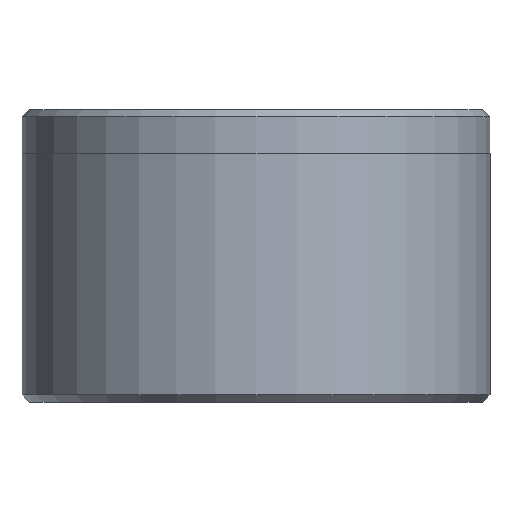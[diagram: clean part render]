
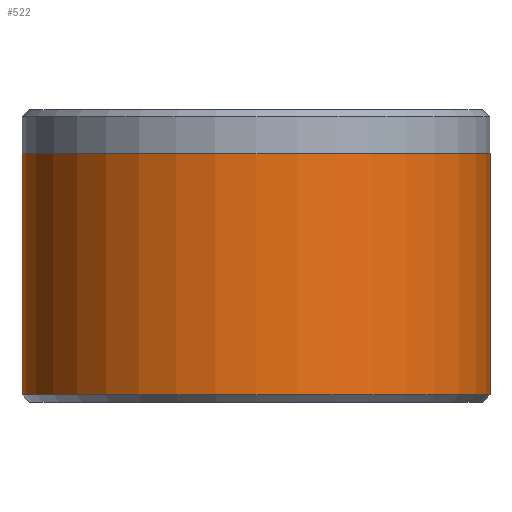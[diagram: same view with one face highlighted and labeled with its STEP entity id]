
A CAD part, front view. The second image highlights one B-rep face of the part: STEP entity #522.
In plain terms, the highlighted cylindrical face has radius 16 mm (diameter 32 mm), a partial arc.
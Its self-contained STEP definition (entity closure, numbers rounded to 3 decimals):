
#15 = LINE ( 'NONE', #1660, #1624 ) ;
#94 = CARTESIAN_POINT ( 'NONE',  ( 0., 0., 0.5 ) ) ;
#96 = CARTESIAN_POINT ( 'NONE',  ( 0., 0., 17. ) ) ;
#162 = CARTESIAN_POINT ( 'NONE',  ( -16., 0., 0.5 ) ) ;
#264 = ORIENTED_EDGE ( 'NONE', *, *, #345, .F. ) ;
#310 = DIRECTION ( 'NONE',  ( 1., 0., 0. ) ) ;
#345 = EDGE_CURVE ( 'NONE', #1508, #1747, #2432, .T. ) ;
#362 = AXIS2_PLACEMENT_3D ( 'NONE', #96, #1505, #310 ) ;
#446 = ORIENTED_EDGE ( 'NONE', *, *, #618, .T. ) ;
#457 = EDGE_CURVE ( 'NONE', #2275, #1747, #2382, .T. ) ;
#494 = DIRECTION ( 'NONE',  ( 0., 0., -1. ) ) ;
#522 = ADVANCED_FACE ( 'NONE', ( #1471 ), #1169, .T. ) ;
#555 = CARTESIAN_POINT ( 'NONE',  ( 16., 0., 20. ) ) ;
#618 = EDGE_CURVE ( 'NONE', #2334, #2275, #15, .T. ) ;
#742 = DIRECTION ( 'NONE',  ( 0., 0., -1. ) ) ;
#978 = AXIS2_PLACEMENT_3D ( 'NONE', #94, #2228, #2225 ) ;
#1169 = CYLINDRICAL_SURFACE ( 'NONE', #2208, 16. ) ;
#1365 = ORIENTED_EDGE ( 'NONE', *, *, #457, .T. ) ;
#1453 = CARTESIAN_POINT ( 'NONE',  ( 16., 0., 0.5 ) ) ;
#1471 = FACE_OUTER_BOUND ( 'NONE', #2286, .T. ) ;
#1505 = DIRECTION ( 'NONE',  ( 0., 0., 1. ) ) ;
#1508 = VERTEX_POINT ( 'NONE', #2278 ) ;
#1624 = VECTOR ( 'NONE', #742, 1000. ) ;
#1660 = CARTESIAN_POINT ( 'NONE',  ( -16., 0., 20. ) ) ;
#1747 = VERTEX_POINT ( 'NONE', #1453 ) ;
#1777 = CIRCLE ( 'NONE', #362, 16. ) ;
#1856 = DIRECTION ( 'NONE',  ( -1., 0., 0. ) ) ;
#1959 = CARTESIAN_POINT ( 'NONE',  ( -16., 0., 17. ) ) ;
#2021 = VECTOR ( 'NONE', #494, 1000. ) ;
#2026 = CARTESIAN_POINT ( 'NONE',  ( 0., 0., 20. ) ) ;
#2065 = EDGE_CURVE ( 'NONE', #2334, #1508, #1777, .T. ) ;
#2208 = AXIS2_PLACEMENT_3D ( 'NONE', #2026, #2287, #1856 ) ;
#2225 = DIRECTION ( 'NONE',  ( 1., 0., 0. ) ) ;
#2228 = DIRECTION ( 'NONE',  ( 0., 0., 1. ) ) ;
#2275 = VERTEX_POINT ( 'NONE', #162 ) ;
#2278 = CARTESIAN_POINT ( 'NONE',  ( 16., 0., 17. ) ) ;
#2286 = EDGE_LOOP ( 'NONE', ( #264, #2424, #446, #1365 ) ) ;
#2287 = DIRECTION ( 'NONE',  ( 0., 0., -1. ) ) ;
#2334 = VERTEX_POINT ( 'NONE', #1959 ) ;
#2382 = CIRCLE ( 'NONE', #978, 16. ) ;
#2424 = ORIENTED_EDGE ( 'NONE', *, *, #2065, .F. ) ;
#2432 = LINE ( 'NONE', #555, #2021 ) ;
